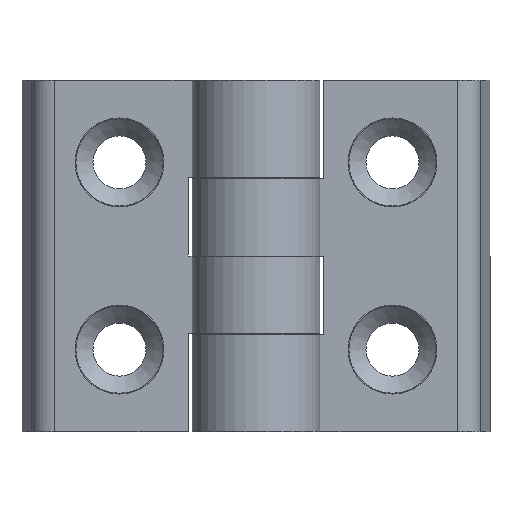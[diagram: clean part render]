
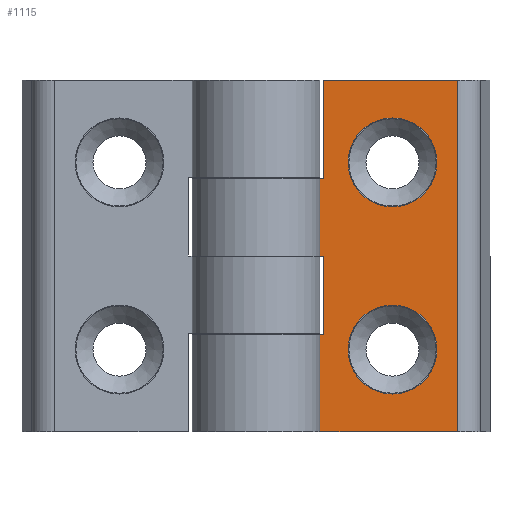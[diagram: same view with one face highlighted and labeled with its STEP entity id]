
A CAD part, front view. The second image highlights one B-rep face of the part: STEP entity #1115.
In plain terms, the highlighted planar face has unit normal (0, -1, 0).
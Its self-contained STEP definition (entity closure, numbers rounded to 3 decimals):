
#739 = VERTEX_POINT('',#740);
#740 = CARTESIAN_POINT('',(-8.7,-8.,-22.5));
#746 = EDGE_CURVE('',#739,#747,#749,.T.);
#747 = VERTEX_POINT('',#748);
#748 = CARTESIAN_POINT('',(-8.7,-8.,-9.9));
#749 = LINE('',#750,#751);
#750 = CARTESIAN_POINT('',(-8.7,-8.,-16.2));
#751 = VECTOR('',#752,1.);
#752 = DIRECTION('',(0.,0.,1.));
#772 = VERTEX_POINT('',#773);
#773 = CARTESIAN_POINT('',(-25.8,-8.,-22.5));
#780 = EDGE_CURVE('',#772,#739,#781,.T.);
#781 = LINE('',#782,#783);
#782 = CARTESIAN_POINT('',(-28.2,-8.,-22.5));
#783 = VECTOR('',#784,1.);
#784 = DIRECTION('',(1.,0.,0.));
#805 = VERTEX_POINT('',#806);
#806 = CARTESIAN_POINT('',(-8.2,-8.,-9.9));
#813 = EDGE_CURVE('',#747,#805,#814,.T.);
#814 = LINE('',#815,#816);
#815 = CARTESIAN_POINT('',(-12.031,-8.,-9.9));
#816 = VECTOR('',#817,1.);
#817 = DIRECTION('',(1.,0.,0.));
#863 = EDGE_CURVE('',#805,#864,#866,.T.);
#864 = VERTEX_POINT('',#865);
#865 = CARTESIAN_POINT('',(-8.2,-8.,0.));
#866 = LINE('',#867,#868);
#867 = CARTESIAN_POINT('',(-8.2,-8.,-22.5));
#868 = VECTOR('',#869,1.);
#869 = DIRECTION('',(0.,0.,1.));
#889 = VERTEX_POINT('',#890);
#890 = CARTESIAN_POINT('',(-25.8,-8.,22.5));
#897 = EDGE_CURVE('',#889,#898,#900,.T.);
#898 = VERTEX_POINT('',#899);
#899 = CARTESIAN_POINT('',(-8.2,-8.,22.5));
#900 = LINE('',#901,#902);
#901 = CARTESIAN_POINT('',(-28.2,-8.,22.5));
#902 = VECTOR('',#903,1.);
#903 = DIRECTION('',(1.,0.,0.));
#932 = EDGE_CURVE('',#864,#933,#935,.T.);
#933 = VERTEX_POINT('',#934);
#934 = CARTESIAN_POINT('',(-8.7,-8.,0.));
#935 = LINE('',#936,#937);
#936 = CARTESIAN_POINT('',(-12.031,-8.,0.));
#937 = VECTOR('',#938,1.);
#938 = DIRECTION('',(-1.,0.,0.));
#968 = VERTEX_POINT('',#969);
#969 = CARTESIAN_POINT('',(-8.2,-8.,10.1));
#976 = EDGE_CURVE('',#968,#898,#977,.T.);
#977 = LINE('',#978,#979);
#978 = CARTESIAN_POINT('',(-8.2,-8.,-22.5));
#979 = VECTOR('',#980,1.);
#980 = DIRECTION('',(0.,0.,1.));
#993 = VERTEX_POINT('',#994);
#994 = CARTESIAN_POINT('',(-8.7,-8.,10.1));
#1000 = EDGE_CURVE('',#933,#993,#1001,.T.);
#1001 = LINE('',#1002,#1003);
#1002 = CARTESIAN_POINT('',(-8.7,-8.,-6.2));
#1003 = VECTOR('',#1004,1.);
#1004 = DIRECTION('',(0.,0.,1.));
#1019 = EDGE_CURVE('',#993,#968,#1020,.T.);
#1020 = LINE('',#1021,#1022);
#1021 = CARTESIAN_POINT('',(-12.031,-8.,10.1));
#1022 = VECTOR('',#1023,1.);
#1023 = DIRECTION('',(1.,0.,0.));
#1115 = ADVANCED_FACE('',(#1116,#1133,#1144),#1155,.F.);
#1116 = FACE_BOUND('',#1117,.F.);
#1117 = EDGE_LOOP('',(#1118,#1119,#1125,#1126,#1127,#1128,#1129,#1130,
    #1131,#1132));
#1118 = ORIENTED_EDGE('',*,*,#780,.F.);
#1119 = ORIENTED_EDGE('',*,*,#1120,.T.);
#1120 = EDGE_CURVE('',#772,#889,#1121,.T.);
#1121 = LINE('',#1122,#1123);
#1122 = CARTESIAN_POINT('',(-25.8,-8.,-22.5));
#1123 = VECTOR('',#1124,1.);
#1124 = DIRECTION('',(0.,0.,1.));
#1125 = ORIENTED_EDGE('',*,*,#897,.T.);
#1126 = ORIENTED_EDGE('',*,*,#976,.F.);
#1127 = ORIENTED_EDGE('',*,*,#1019,.F.);
#1128 = ORIENTED_EDGE('',*,*,#1000,.F.);
#1129 = ORIENTED_EDGE('',*,*,#932,.F.);
#1130 = ORIENTED_EDGE('',*,*,#863,.F.);
#1131 = ORIENTED_EDGE('',*,*,#813,.F.);
#1132 = ORIENTED_EDGE('',*,*,#746,.F.);
#1133 = FACE_BOUND('',#1134,.F.);
#1134 = EDGE_LOOP('',(#1135));
#1135 = ORIENTED_EDGE('',*,*,#1136,.T.);
#1136 = EDGE_CURVE('',#1137,#1137,#1139,.T.);
#1137 = VERTEX_POINT('',#1138);
#1138 = CARTESIAN_POINT('',(-11.8,-8.,12.));
#1139 = CIRCLE('',#1140,5.7);
#1140 = AXIS2_PLACEMENT_3D('',#1141,#1142,#1143);
#1141 = CARTESIAN_POINT('',(-17.5,-8.,12.));
#1142 = DIRECTION('',(0.,-1.,0.));
#1143 = DIRECTION('',(1.,0.,0.));
#1144 = FACE_BOUND('',#1145,.F.);
#1145 = EDGE_LOOP('',(#1146));
#1146 = ORIENTED_EDGE('',*,*,#1147,.F.);
#1147 = EDGE_CURVE('',#1148,#1148,#1150,.T.);
#1148 = VERTEX_POINT('',#1149);
#1149 = CARTESIAN_POINT('',(-11.8,-8.,-12.));
#1150 = CIRCLE('',#1151,5.7);
#1151 = AXIS2_PLACEMENT_3D('',#1152,#1153,#1154);
#1152 = CARTESIAN_POINT('',(-17.5,-8.,-12.));
#1153 = DIRECTION('',(-0.,1.,0.));
#1154 = DIRECTION('',(1.,0.,0.));
#1155 = PLANE('',#1156);
#1156 = AXIS2_PLACEMENT_3D('',#1157,#1158,#1159);
#1157 = CARTESIAN_POINT('',(-28.2,-8.,-22.5));
#1158 = DIRECTION('',(0.,1.,0.));
#1159 = DIRECTION('',(1.,0.,0.));
